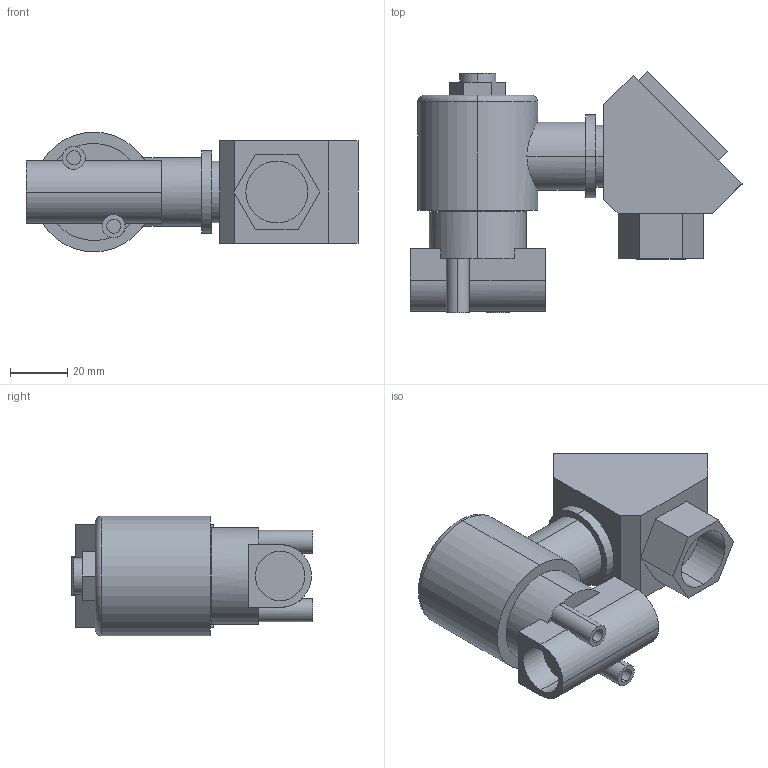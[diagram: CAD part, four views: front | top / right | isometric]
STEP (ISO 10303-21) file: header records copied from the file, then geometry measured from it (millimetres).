
FILE_DESCRIPTION (( 'STEP AP214' ), '1' );
FILE_NAME ('YS301T-9C.STEP', '2025-09-05T07:01:25', ( '' ), ( '' ), 'SwSTEP 2.0', 'SolidWorks 2024', '' );
FILE_SCHEMA (( 'AUTOMOTIVE_DESIGN' ));
Length unit declared in the file: millimetre
Products named in the file (4): ZS301-9_9C; AS301A; YS301T-9C; TBL
Assembly tree (3 placements, depth 2):
  YS301T-9C
    ZS301-9_9C
    AS301A
    TBL
Bounding box: 116.41 x 84.78 x 42 mm (x, y, z)
Volume: 159366 mm3; surface area: 33186.7 mm2
Topology: 3 solids, 3 shells, 97 faces, 220 edges, 144 vertices
Faces by surface type: plane 59, cylinder 36, torus 2
Entity records: 3033 total; most frequent: CARTESIAN_POINT 655, DIRECTION 506, ORIENTED_EDGE 440, EDGE_CURVE 220, AXIS2_PLACEMENT_3D 189, VERTEX_POINT 144, LINE 128, VECTOR 128
